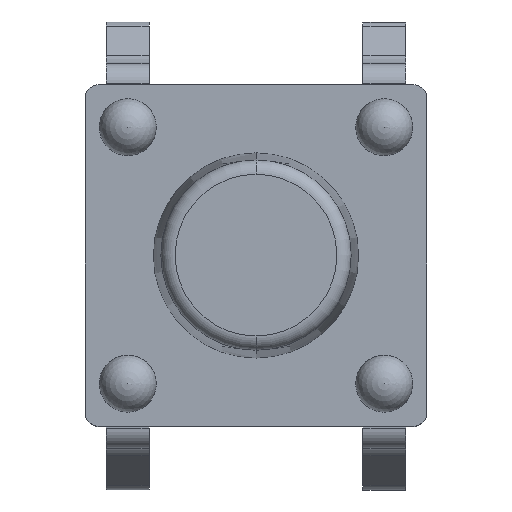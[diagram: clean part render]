
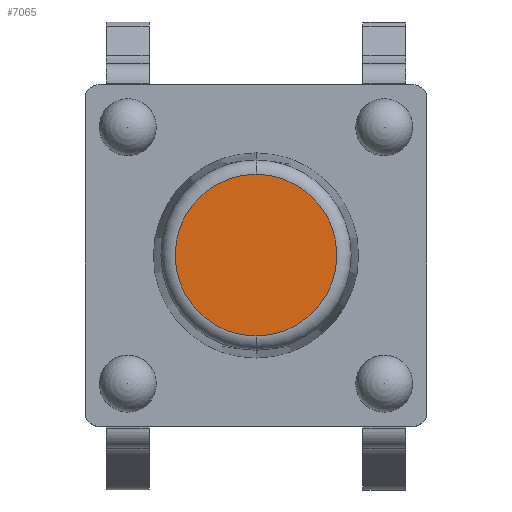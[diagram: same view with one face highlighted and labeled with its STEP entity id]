
A CAD part, top view. The second image highlights one B-rep face of the part: STEP entity #7065.
In plain terms, the highlighted planar face has unit normal (0, 0, 1).
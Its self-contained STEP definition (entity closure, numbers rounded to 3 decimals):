
#44 = TOROIDAL_SURFACE('',#45,1.419,0.25);
#45 = AXIS2_PLACEMENT_3D('',#46,#47,#48);
#46 = CARTESIAN_POINT('',(2.3,-3.194,7.15));
#47 = DIRECTION('',(0.,0.,1.));
#48 = DIRECTION('',(0.,-1.,0.));
#113 = VERTEX_POINT('',#114);
#114 = CARTESIAN_POINT('',(2.3,-1.775,7.4));
#151 = TOROIDAL_SURFACE('',#152,1.419,0.25);
#152 = AXIS2_PLACEMENT_3D('',#153,#154,#155);
#153 = CARTESIAN_POINT('',(2.3,-3.194,7.15));
#154 = DIRECTION('',(0.,0.,1.));
#155 = DIRECTION('',(0.,-1.,0.));
#185 = EDGE_CURVE('',#186,#113,#188,.T.);
#186 = VERTEX_POINT('',#187);
#187 = CARTESIAN_POINT('',(2.3,-4.613,7.4));
#188 = SURFACE_CURVE('',#189,(#194,#223),.PCURVE_S1.);
#189 = CIRCLE('',#190,1.419);
#190 = AXIS2_PLACEMENT_3D('',#191,#192,#193);
#191 = CARTESIAN_POINT('',(2.3,-3.194,7.4));
#192 = DIRECTION('',(0.,0.,1.));
#193 = DIRECTION('',(0.,-1.,0.));
#194 = PCURVE('',#44,#195);
#195 = DEFINITIONAL_REPRESENTATION('',(#196),#222);
#196 = B_SPLINE_CURVE_WITH_KNOTS('',3,(#197,#198,#199,#200,#201,#202,
    #203,#204,#205,#206,#207,#208,#209,#210,#211,#212,#213,#214,#215,
    #216,#217,#218,#219,#220,#221),.UNSPECIFIED.,.F.,.F.,(4,1,1,1,1,1,1,
    1,1,1,1,1,1,1,1,1,1,1,1,1,1,1,4),(0.,0.143,
    0.286,0.428,0.571,0.714,
    0.857,1.,1.142,1.285,
    1.428,1.571,1.714,1.856,
    1.999,2.142,2.285,2.428,
    2.57,2.713,2.856,2.999,
    3.142),.QUASI_UNIFORM_KNOTS.);
#197 = CARTESIAN_POINT('',(0.,1.571));
#198 = CARTESIAN_POINT('',(0.048,1.571));
#199 = CARTESIAN_POINT('',(0.143,1.571));
#200 = CARTESIAN_POINT('',(0.286,1.571));
#201 = CARTESIAN_POINT('',(0.428,1.571));
#202 = CARTESIAN_POINT('',(0.571,1.571));
#203 = CARTESIAN_POINT('',(0.714,1.571));
#204 = CARTESIAN_POINT('',(0.857,1.571));
#205 = CARTESIAN_POINT('',(1.,1.571));
#206 = CARTESIAN_POINT('',(1.142,1.571));
#207 = CARTESIAN_POINT('',(1.285,1.571));
#208 = CARTESIAN_POINT('',(1.428,1.571));
#209 = CARTESIAN_POINT('',(1.571,1.571));
#210 = CARTESIAN_POINT('',(1.714,1.571));
#211 = CARTESIAN_POINT('',(1.856,1.571));
#212 = CARTESIAN_POINT('',(1.999,1.571));
#213 = CARTESIAN_POINT('',(2.142,1.571));
#214 = CARTESIAN_POINT('',(2.285,1.571));
#215 = CARTESIAN_POINT('',(2.428,1.571));
#216 = CARTESIAN_POINT('',(2.57,1.571));
#217 = CARTESIAN_POINT('',(2.713,1.571));
#218 = CARTESIAN_POINT('',(2.856,1.571));
#219 = CARTESIAN_POINT('',(2.999,1.571));
#220 = CARTESIAN_POINT('',(3.094,1.571));
#221 = CARTESIAN_POINT('',(3.142,1.571));
#222 = ( GEOMETRIC_REPRESENTATION_CONTEXT(2) 
PARAMETRIC_REPRESENTATION_CONTEXT() REPRESENTATION_CONTEXT('2D SPACE',''
  ) );
#223 = PCURVE('',#224,#229);
#224 = PLANE('',#225);
#225 = AXIS2_PLACEMENT_3D('',#226,#227,#228);
#226 = CARTESIAN_POINT('',(2.3,-3.194,7.4));
#227 = DIRECTION('',(0.,0.,1.));
#228 = DIRECTION('',(0.,-1.,0.));
#229 = DEFINITIONAL_REPRESENTATION('',(#230),#234);
#230 = CIRCLE('',#231,1.419);
#231 = AXIS2_PLACEMENT_2D('',#232,#233);
#232 = CARTESIAN_POINT('',(0.,0.));
#233 = DIRECTION('',(1.,0.));
#234 = ( GEOMETRIC_REPRESENTATION_CONTEXT(2) 
PARAMETRIC_REPRESENTATION_CONTEXT() REPRESENTATION_CONTEXT('2D SPACE',''
  ) );
#7065 = ADVANCED_FACE('',(#7066),#224,.T.);
#7066 = FACE_BOUND('',#7067,.T.);
#7067 = EDGE_LOOP('',(#7068,#7069));
#7068 = ORIENTED_EDGE('',*,*,#185,.T.);
#7069 = ORIENTED_EDGE('',*,*,#7070,.T.);
#7070 = EDGE_CURVE('',#113,#186,#7071,.T.);
#7071 = SURFACE_CURVE('',#7072,(#7077,#7084),.PCURVE_S1.);
#7072 = CIRCLE('',#7073,1.419);
#7073 = AXIS2_PLACEMENT_3D('',#7074,#7075,#7076);
#7074 = CARTESIAN_POINT('',(2.3,-3.194,7.4));
#7075 = DIRECTION('',(0.,0.,1.));
#7076 = DIRECTION('',(0.,-1.,0.));
#7077 = PCURVE('',#224,#7078);
#7078 = DEFINITIONAL_REPRESENTATION('',(#7079),#7083);
#7079 = CIRCLE('',#7080,1.419);
#7080 = AXIS2_PLACEMENT_2D('',#7081,#7082);
#7081 = CARTESIAN_POINT('',(0.,0.));
#7082 = DIRECTION('',(1.,0.));
#7083 = ( GEOMETRIC_REPRESENTATION_CONTEXT(2) 
PARAMETRIC_REPRESENTATION_CONTEXT() REPRESENTATION_CONTEXT('2D SPACE',''
  ) );
#7084 = PCURVE('',#151,#7085);
#7085 = DEFINITIONAL_REPRESENTATION('',(#7086),#7112);
#7086 = B_SPLINE_CURVE_WITH_KNOTS('',3,(#7087,#7088,#7089,#7090,#7091,
    #7092,#7093,#7094,#7095,#7096,#7097,#7098,#7099,#7100,#7101,#7102,
    #7103,#7104,#7105,#7106,#7107,#7108,#7109,#7110,#7111),
  .UNSPECIFIED.,.F.,.F.,(4,1,1,1,1,1,1,1,1,1,1,1,1,1,1,1,1,1,1,1,1,1,4),
  (3.142,3.284,3.427,3.57,
    3.713,3.856,3.998,4.141,
    4.284,4.427,4.57,4.712,
    4.855,4.998,5.141,5.284,
    5.426,5.569,5.712,5.855,
    5.998,6.14,6.283),.QUASI_UNIFORM_KNOTS.);
#7087 = CARTESIAN_POINT('',(3.142,1.571));
#7088 = CARTESIAN_POINT('',(3.189,1.571));
#7089 = CARTESIAN_POINT('',(3.284,1.571));
#7090 = CARTESIAN_POINT('',(3.427,1.571));
#7091 = CARTESIAN_POINT('',(3.57,1.571));
#7092 = CARTESIAN_POINT('',(3.713,1.571));
#7093 = CARTESIAN_POINT('',(3.856,1.571));
#7094 = CARTESIAN_POINT('',(3.998,1.571));
#7095 = CARTESIAN_POINT('',(4.141,1.571));
#7096 = CARTESIAN_POINT('',(4.284,1.571));
#7097 = CARTESIAN_POINT('',(4.427,1.571));
#7098 = CARTESIAN_POINT('',(4.57,1.571));
#7099 = CARTESIAN_POINT('',(4.712,1.571));
#7100 = CARTESIAN_POINT('',(4.855,1.571));
#7101 = CARTESIAN_POINT('',(4.998,1.571));
#7102 = CARTESIAN_POINT('',(5.141,1.571));
#7103 = CARTESIAN_POINT('',(5.284,1.571));
#7104 = CARTESIAN_POINT('',(5.426,1.571));
#7105 = CARTESIAN_POINT('',(5.569,1.571));
#7106 = CARTESIAN_POINT('',(5.712,1.571));
#7107 = CARTESIAN_POINT('',(5.855,1.571));
#7108 = CARTESIAN_POINT('',(5.998,1.571));
#7109 = CARTESIAN_POINT('',(6.14,1.571));
#7110 = CARTESIAN_POINT('',(6.236,1.571));
#7111 = CARTESIAN_POINT('',(6.283,1.571));
#7112 = ( GEOMETRIC_REPRESENTATION_CONTEXT(2) 
PARAMETRIC_REPRESENTATION_CONTEXT() REPRESENTATION_CONTEXT('2D SPACE',''
  ) );
